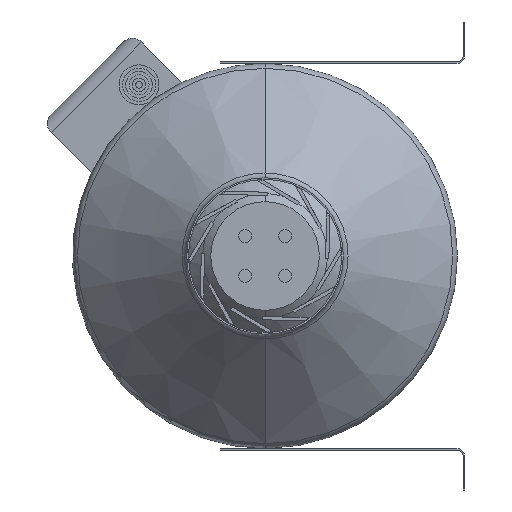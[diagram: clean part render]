
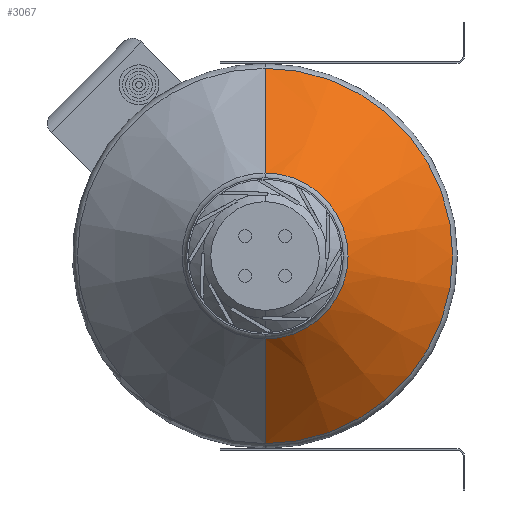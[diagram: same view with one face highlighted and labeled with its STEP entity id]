
A CAD part, left-side view. The second image highlights one B-rep face of the part: STEP entity #3067.
In plain terms, the highlighted conical face has half-angle 45.422 degrees and reference radius 51.981 mm.
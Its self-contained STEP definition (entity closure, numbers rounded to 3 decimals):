
#112 = VERTEX_POINT ( 'NONE', #7097 ) ;
#123 = DIRECTION ( 'NONE',  ( -1., 0., 0. ) ) ;
#710 = VECTOR ( 'NONE', #6377, 1000. ) ;
#1080 = DIRECTION ( 'NONE',  ( 0., 0., 1. ) ) ;
#1152 = VERTEX_POINT ( 'NONE', #6600 ) ;
#1469 = DIRECTION ( 'NONE',  ( 0.702, 0., 0.712 ) ) ;
#1707 = AXIS2_PLACEMENT_3D ( 'NONE', #6644, #8563, #7842 ) ;
#2334 = EDGE_CURVE ( 'NONE', #112, #9117, #4453, .T. ) ;
#3067 = ADVANCED_FACE ( 'NONE', ( #6285 ), #3658, .T. ) ;
#3431 = ORIENTED_EDGE ( 'NONE', *, *, #5507, .T. ) ;
#3658 = CONICAL_SURFACE ( 'NONE', #1707, 51.981, 0.793 ) ;
#3821 = ORIENTED_EDGE ( 'NONE', *, *, #2334, .T. ) ;
#4350 = ORIENTED_EDGE ( 'NONE', *, *, #6288, .F. ) ;
#4403 = CARTESIAN_POINT ( 'NONE',  ( 95.703, 0., 0. ) ) ;
#4453 = LINE ( 'NONE', #6840, #710 ) ;
#5031 = DIRECTION ( 'NONE',  ( 0., 0., 1. ) ) ;
#5287 = DIRECTION ( 'NONE',  ( -1., 0., 0. ) ) ;
#5318 = AXIS2_PLACEMENT_3D ( 'NONE', #7496, #5287, #1080 ) ;
#5507 = EDGE_CURVE ( 'NONE', #9117, #1152, #6810, .T. ) ;
#5584 = EDGE_CURVE ( 'NONE', #7437, #1152, #7255, .T. ) ;
#5671 = CARTESIAN_POINT ( 'NONE',  ( 31.123, 0., 51.981 ) ) ;
#6285 = FACE_OUTER_BOUND ( 'NONE', #7559, .T. ) ;
#6288 = EDGE_CURVE ( 'NONE', #112, #7437, #7319, .T. ) ;
#6377 = DIRECTION ( 'NONE',  ( 0.702, 0., -0.712 ) ) ;
#6600 = CARTESIAN_POINT ( 'NONE',  ( 95.703, 0., 117.519 ) ) ;
#6644 = CARTESIAN_POINT ( 'NONE',  ( 31.123, 0., 0. ) ) ;
#6810 = CIRCLE ( 'NONE', #8276, 117.519 ) ;
#6840 = CARTESIAN_POINT ( 'NONE',  ( 31.123, 0., -51.981 ) ) ;
#7039 = VECTOR ( 'NONE', #1469, 1000. ) ;
#7097 = CARTESIAN_POINT ( 'NONE',  ( 31.123, 0., -51.981 ) ) ;
#7255 = LINE ( 'NONE', #5671, #7039 ) ;
#7319 = CIRCLE ( 'NONE', #5318, 51.981 ) ;
#7437 = VERTEX_POINT ( 'NONE', #8287 ) ;
#7496 = CARTESIAN_POINT ( 'NONE',  ( 31.123, 0., 0. ) ) ;
#7559 = EDGE_LOOP ( 'NONE', ( #8238, #4350, #3821, #3431 ) ) ;
#7842 = DIRECTION ( 'NONE',  ( 0., 0., -1. ) ) ;
#8238 = ORIENTED_EDGE ( 'NONE', *, *, #5584, .F. ) ;
#8276 = AXIS2_PLACEMENT_3D ( 'NONE', #4403, #123, #5031 ) ;
#8287 = CARTESIAN_POINT ( 'NONE',  ( 31.123, 0., 51.981 ) ) ;
#8563 = DIRECTION ( 'NONE',  ( 1., 0., 0. ) ) ;
#8700 = CARTESIAN_POINT ( 'NONE',  ( 95.703, 0., -117.519 ) ) ;
#9117 = VERTEX_POINT ( 'NONE', #8700 ) ;
